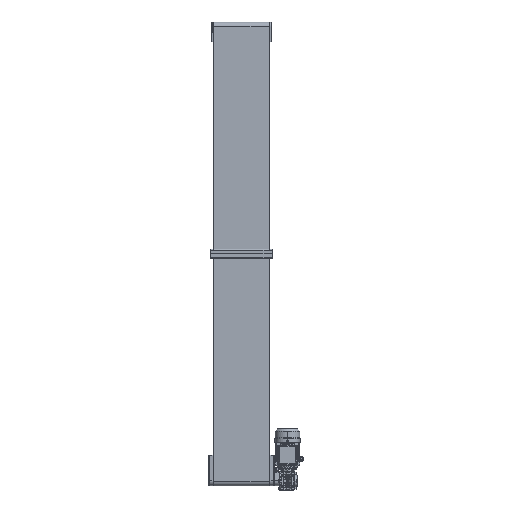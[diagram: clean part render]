
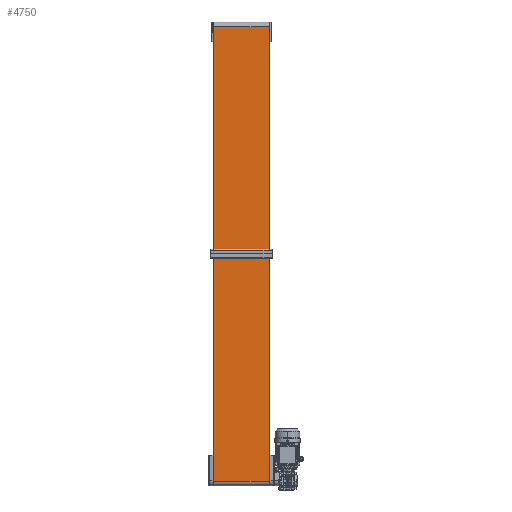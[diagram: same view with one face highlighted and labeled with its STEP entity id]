
A CAD part, front view. The second image highlights one B-rep face of the part: STEP entity #4750.
In plain terms, the highlighted planar face has unit normal (0, -1, 0).
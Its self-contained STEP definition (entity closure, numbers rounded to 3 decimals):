
#4750 = ADVANCED_FACE ( 'NONE', ( #28619 ), #14964, .F. ) ;
#5359 = CARTESIAN_POINT ( 'NONE',  ( 2.5, -22.282, -114.891 ) ) ;
#8092 = EDGE_CURVE ( 'NONE', #72128, #80645, #113760, .T. ) ;
#11324 = VERTEX_POINT ( 'NONE', #5359 ) ;
#12648 = CARTESIAN_POINT ( 'NONE',  ( 2.5, -22.282, 1886.891 ) ) ;
#13012 = DIRECTION ( 'NONE',  ( 0., 0., 1. ) ) ;
#14964 = PLANE ( 'NONE',  #53294 ) ;
#15219 = DIRECTION ( 'NONE',  ( -1., 0., 0. ) ) ;
#20941 = ORIENTED_EDGE ( 'NONE', *, *, #148776, .T. ) ;
#21574 = VERTEX_POINT ( 'NONE', #12648 ) ;
#23707 = LINE ( 'NONE', #82055, #49375 ) ;
#27943 = ORIENTED_EDGE ( 'NONE', *, *, #8092, .F. ) ;
#28619 = FACE_OUTER_BOUND ( 'NONE', #115783, .T. ) ;
#28885 = CARTESIAN_POINT ( 'NONE',  ( 247.5, -22.282, -114.891 ) ) ;
#32285 = ORIENTED_EDGE ( 'NONE', *, *, #179626, .T. ) ;
#33131 = DIRECTION ( 'NONE',  ( 0., 0., -1. ) ) ;
#38881 = VECTOR ( 'NONE', #15219, 1000. ) ;
#49375 = VECTOR ( 'NONE', #33131, 1000. ) ;
#53294 = AXIS2_PLACEMENT_3D ( 'NONE', #58747, #86917, #13012 ) ;
#58747 = CARTESIAN_POINT ( 'NONE',  ( 247.5, -22.282, -114.891 ) ) ;
#69768 = CARTESIAN_POINT ( 'NONE',  ( 247.5, -22.282, 1886.891 ) ) ;
#72128 = VERTEX_POINT ( 'NONE', #114590 ) ;
#72840 = VECTOR ( 'NONE', #143655, 1000. ) ;
#80645 = VERTEX_POINT ( 'NONE', #132836 ) ;
#82055 = CARTESIAN_POINT ( 'NONE',  ( 2.5, -22.282, -114.891 ) ) ;
#86917 = DIRECTION ( 'NONE',  ( 0., 1., 0. ) ) ;
#101046 = CARTESIAN_POINT ( 'NONE',  ( 247.5, -22.282, -114.891 ) ) ;
#113760 = LINE ( 'NONE', #101046, #131618 ) ;
#114590 = CARTESIAN_POINT ( 'NONE',  ( 247.5, -22.282, 1886.891 ) ) ;
#115669 = DIRECTION ( 'NONE',  ( 0., 0., -1. ) ) ;
#115783 = EDGE_LOOP ( 'NONE', ( #32285, #170756, #27943, #20941 ) ) ;
#131618 = VECTOR ( 'NONE', #115669, 1000. ) ;
#132836 = CARTESIAN_POINT ( 'NONE',  ( 247.5, -22.282, -114.891 ) ) ;
#143655 = DIRECTION ( 'NONE',  ( -1., 0., 0. ) ) ;
#148776 = EDGE_CURVE ( 'NONE', #72128, #21574, #158254, .T. ) ;
#158254 = LINE ( 'NONE', #69768, #72840 ) ;
#170756 = ORIENTED_EDGE ( 'NONE', *, *, #176798, .F. ) ;
#176650 = LINE ( 'NONE', #28885, #38881 ) ;
#176798 = EDGE_CURVE ( 'NONE', #80645, #11324, #176650, .T. ) ;
#179626 = EDGE_CURVE ( 'NONE', #21574, #11324, #23707, .T. ) ;
